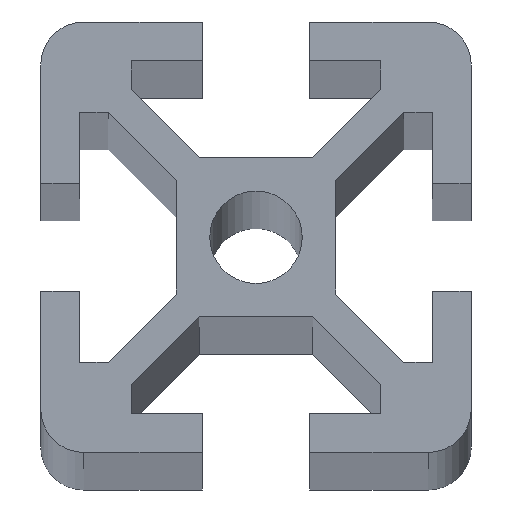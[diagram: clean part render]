
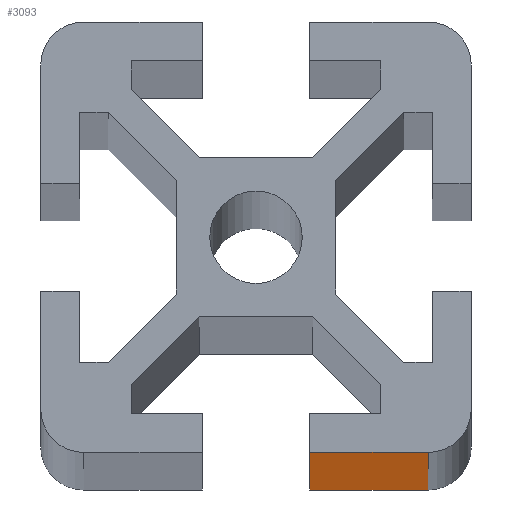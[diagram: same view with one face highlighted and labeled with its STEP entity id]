
A CAD part, top view. The second image highlights one B-rep face of the part: STEP entity #3093.
In plain terms, the highlighted planar face has unit normal (0, -1, 0).
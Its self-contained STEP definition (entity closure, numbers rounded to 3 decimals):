
#1533=ORIENTED_EDGE('',*,*,#2188,.T.);
#1534=ORIENTED_EDGE('',*,*,#2189,.F.);
#1535=ORIENTED_EDGE('',*,*,#2185,.F.);
#1536=ORIENTED_EDGE('',*,*,#2190,.T.);
#1815=VECTOR('',#2455,1.);
#1818=VECTOR('',#2460,1.);
#1819=VECTOR('',#2461,1.);
#1820=VECTOR('',#2462,1.);
#1951=LINE('',#2727,#1815);
#1954=LINE('',#2733,#1818);
#1955=LINE('',#2734,#1819);
#1956=LINE('',#2735,#1820);
#2081=VERTEX_POINT('',#2725);
#2082=VERTEX_POINT('',#2726);
#2083=VERTEX_POINT('',#2731);
#2084=VERTEX_POINT('',#2732);
#2185=EDGE_CURVE('',#2081,#2082,#1951,.T.);
#2188=EDGE_CURVE('',#2083,#2084,#1954,.T.);
#2189=EDGE_CURVE('',#2082,#2084,#1955,.T.);
#2190=EDGE_CURVE('',#2081,#2083,#1956,.T.);
#2317=EDGE_LOOP('',(#1533,#1534,#1535,#1536));
#2371=FACE_BOUND('',#2317,.T.);
#2455=DIRECTION('',(-1000.,0.,0.));
#2458=DIRECTION('',(0.,-1.,0.));
#2459=DIRECTION('',(-1.,0.,0.));
#2460=DIRECTION('',(-1000.,0.,0.));
#2461=DIRECTION('',(0.,0.,5.5));
#2462=DIRECTION('',(0.,0.,5.5));
#2725=CARTESIAN_POINT('',(1000.,-10.,2.5));
#2726=CARTESIAN_POINT('',(0.,-10.,2.5));
#2727=CARTESIAN_POINT('',(1000.,-10.,2.5));
#2730=CARTESIAN_POINT('',(1000.,-10.,8.));
#2731=CARTESIAN_POINT('',(1000.,-10.,8.));
#2732=CARTESIAN_POINT('',(0.,-10.,8.));
#2733=CARTESIAN_POINT('',(1000.,-10.,8.));
#2734=CARTESIAN_POINT('',(0.,-10.,2.5));
#2735=CARTESIAN_POINT('',(1000.,-10.,2.5));
#2984=AXIS2_PLACEMENT_3D('',#2730,#2458,#2459);
#3047=PLANE('',#2984);
#3093=ADVANCED_FACE('',(#2371),#3047,.T.);
